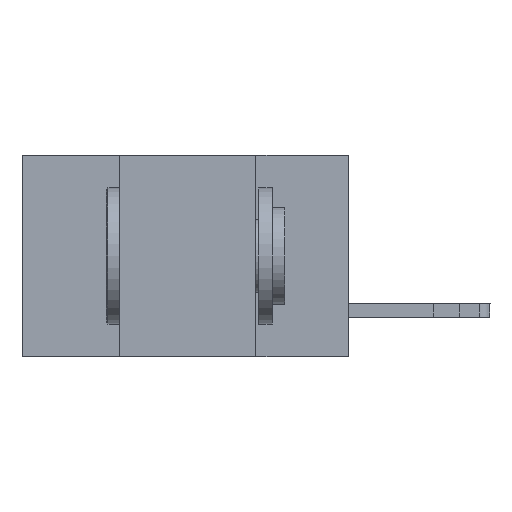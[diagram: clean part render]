
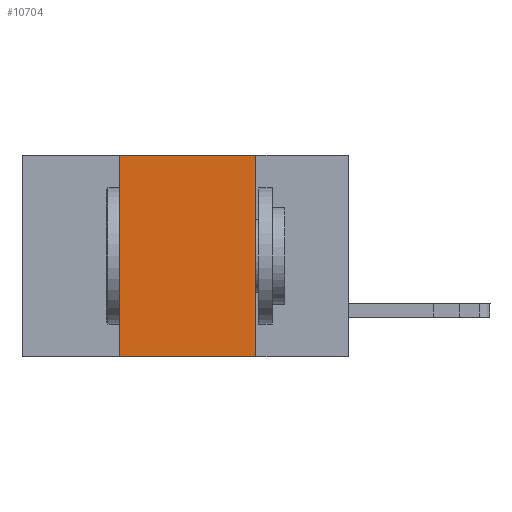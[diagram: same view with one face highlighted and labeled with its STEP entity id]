
A CAD part, left-side view. The second image highlights one B-rep face of the part: STEP entity #10704.
In plain terms, the highlighted planar face has unit normal (-1, 0, 0).
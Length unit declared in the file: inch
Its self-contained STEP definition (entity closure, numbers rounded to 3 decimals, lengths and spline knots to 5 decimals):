
#38 = DIRECTION ( 'NONE',  ( 0., 0., -1. ) ) ;
#859 = LINE ( 'NONE', #8932, #8398 ) ;
#1624 = DIRECTION ( 'NONE',  ( 0., 0., 1. ) ) ;
#1851 = DIRECTION ( 'NONE',  ( 0., 0., -1. ) ) ;
#2418 = AXIS2_PLACEMENT_3D ( 'NONE', #7293, #12263, #38 ) ;
#2570 = CARTESIAN_POINT ( 'NONE',  ( 0., 0.17, 0. ) ) ;
#2612 = VECTOR ( 'NONE', #3056, 39.37008 ) ;
#3056 = DIRECTION ( 'NONE',  ( 0., -1., 0. ) ) ;
#3257 = LINE ( 'NONE', #9121, #2612 ) ;
#3382 = EDGE_CURVE ( 'NONE', #4619, #5915, #5823, .T. ) ;
#3790 = ORIENTED_EDGE ( 'NONE', *, *, #3950, .T. ) ;
#3950 = EDGE_CURVE ( 'NONE', #12794, #5915, #859, .T. ) ;
#4619 = VERTEX_POINT ( 'NONE', #12471 ) ;
#4828 = ORIENTED_EDGE ( 'NONE', *, *, #8923, .F. ) ;
#5376 = EDGE_LOOP ( 'NONE', ( #8521, #4828, #6048, #3790 ) ) ;
#5823 = LINE ( 'NONE', #2570, #7304 ) ;
#5915 = VERTEX_POINT ( 'NONE', #6449 ) ;
#5931 = DIRECTION ( 'NONE',  ( 0., -1., 0. ) ) ;
#6048 = ORIENTED_EDGE ( 'NONE', *, *, #10338, .F. ) ;
#6196 = VERTEX_POINT ( 'NONE', #8193 ) ;
#6449 = CARTESIAN_POINT ( 'NONE',  ( 0., 0.17, -0.37 ) ) ;
#7094 = FACE_OUTER_BOUND ( 'NONE', #5376, .T. ) ;
#7293 = CARTESIAN_POINT ( 'NONE',  ( 0., 0.6, 0. ) ) ;
#7304 = VECTOR ( 'NONE', #1851, 39.37008 ) ;
#7554 = CARTESIAN_POINT ( 'NONE',  ( 0., 0.42, 0. ) ) ;
#8008 = CARTESIAN_POINT ( 'NONE',  ( 0., 0.42, -0.37 ) ) ;
#8193 = CARTESIAN_POINT ( 'NONE',  ( 0., 0.42, 0. ) ) ;
#8268 = PLANE ( 'NONE',  #2418 ) ;
#8398 = VECTOR ( 'NONE', #5931, 39.37008 ) ;
#8521 = ORIENTED_EDGE ( 'NONE', *, *, #3382, .F. ) ;
#8923 = EDGE_CURVE ( 'NONE', #6196, #4619, #3257, .T. ) ;
#8932 = CARTESIAN_POINT ( 'NONE',  ( 0., 0.6, -0.37 ) ) ;
#9121 = CARTESIAN_POINT ( 'NONE',  ( 0., 0.6, 0. ) ) ;
#10245 = LINE ( 'NONE', #7554, #11996 ) ;
#10338 = EDGE_CURVE ( 'NONE', #12794, #6196, #10245, .T. ) ;
#10704 = ADVANCED_FACE ( 'NONE', ( #7094 ), #8268, .F. ) ;
#11996 = VECTOR ( 'NONE', #1624, 39.37008 ) ;
#12263 = DIRECTION ( 'NONE',  ( 1., 0., 0. ) ) ;
#12471 = CARTESIAN_POINT ( 'NONE',  ( 0., 0.17, 0. ) ) ;
#12794 = VERTEX_POINT ( 'NONE', #8008 ) ;
